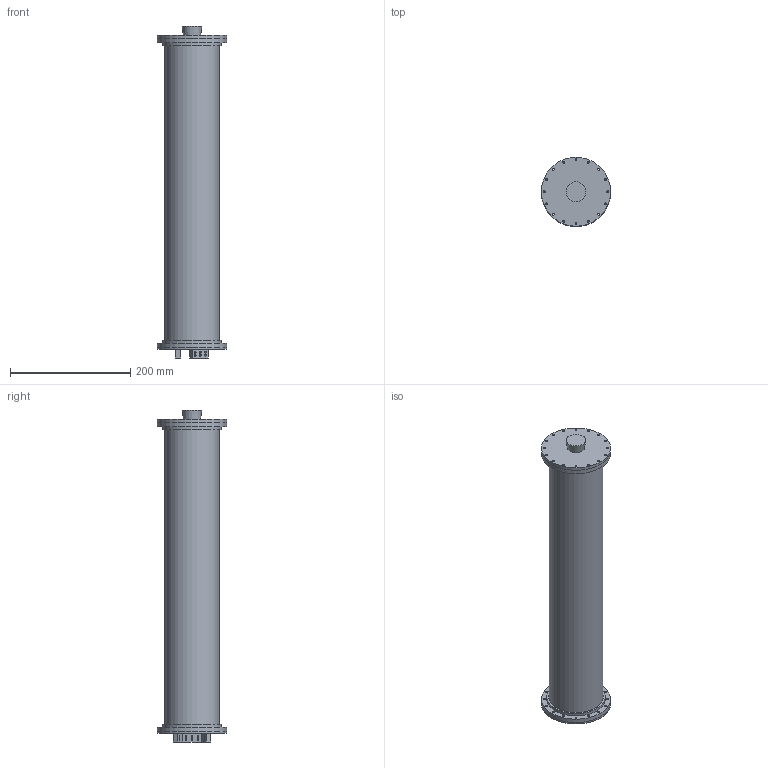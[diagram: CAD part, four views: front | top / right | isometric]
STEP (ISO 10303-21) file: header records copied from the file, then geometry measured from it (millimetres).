
FILE_DESCRIPTION(/* description */ (''),/* implementation_level */ '2;1');
FILE_NAME(/* name */ 'float_david.step',/* time_stamp */ '2025-10-24T20:31:04+03:00',/* author */ (''),/* organization */ (''),/* preprocessor_version */ 'ST-DEVELOPER v20.1',/* originating_system */ 'Autodesk Translation Framework v14.17.0.0',/* authorisation */ '');
FILE_SCHEMA (('AUTOMOTIVE_DESIGN { 1 0 10303 214 3 1 1 }'));
Products named in the file (1): 2024 float
Bounding box: 115 x 115 x 552.75 mm (x, y, z)
Volume: 1120037.8 mm3; surface area: 619524.6 mm2
Topology: 35 solids, 35 shells, 1144 faces, 3251 edges, 2164 vertices
Faces by surface type: cylinder 668, plane 470, bspline 4, cone 2
Full cylindrical faces by diameter (mm): 3 x5, 3.3 x354, 5 x3, 6 x100, 7.5 x1, 8 x101, 10 x2, 11 x2, 12 x3, 13 x2, 13.5 x2, 21.3 x1, 22 x2, 25 x1, 26 x1, 28 x7, 30 x3, 31 x3, 76 x2, 80 x2, 80.8 x1, 86.5 x2, 90 x1, 91 x2, 97 x4, 115 x4
Entity records: 58265 total; most frequent: CARTESIAN_POINT 27119, ORIENTED_EDGE 6502, DIRECTION 6045, EDGE_CURVE 3251, VERTEX_POINT 2164, AXIS2_PLACEMENT_3D 2148, EDGE_LOOP 1895, LINE 1749
